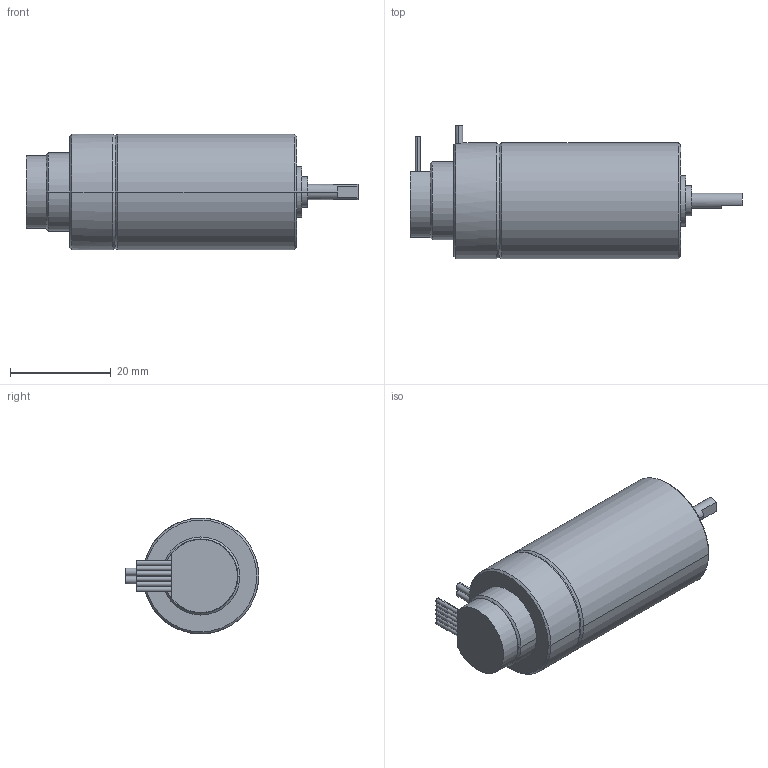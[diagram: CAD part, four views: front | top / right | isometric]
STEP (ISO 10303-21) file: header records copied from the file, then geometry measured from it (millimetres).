
FILE_DESCRIPTION((''),'2;1');
FILE_NAME('2342S012CR_IE2_512_LC','2021-10-19T14:05:29',('silo-mech'),(''),'CREO PARAMETRIC BY PTC INC, 2020454','CREO PARAMETRIC BY PTC INC, 2020454','');
FILE_SCHEMA(('CONFIG_CONTROL_DESIGN'));
Length unit declared in the file: millimetre
Products named in the file (1): 2342S012CR_IE2_512_LC
Bounding box: 65.9 x 26.5 x 23 mm (x, y, z)
Volume: 20357 mm3; surface area: 4945.3 mm2
Topology: 1 solids, 7 shells, 87 faces, 192 edges, 124 vertices
Faces by surface type: cylinder 53, plane 24, cone 10
Entity records: 2515 total; most frequent: DIRECTION 474, CARTESIAN_POINT 462, ORIENTED_EDGE 360, AXIS2_PLACEMENT_3D 202, EDGE_CURVE 192, VERTEX_POINT 124, CIRCLE 114, EDGE_LOOP 104
